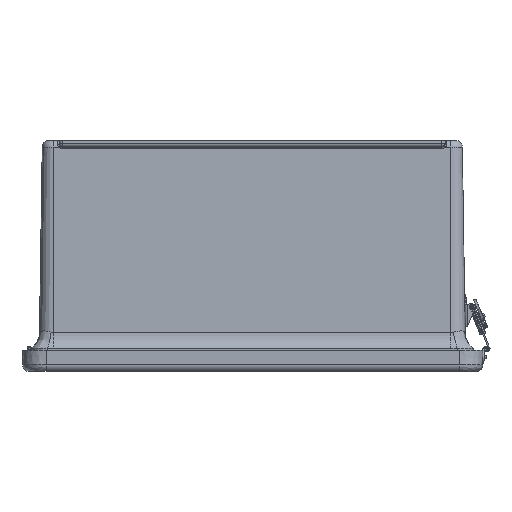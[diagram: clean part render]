
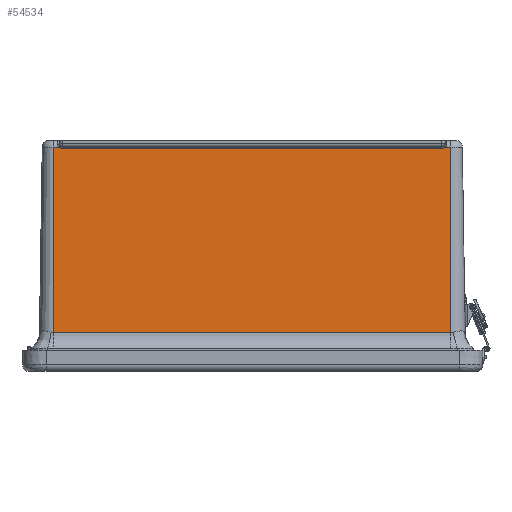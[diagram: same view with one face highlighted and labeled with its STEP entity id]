
A CAD part, left-side view. The second image highlights one B-rep face of the part: STEP entity #54534.
In plain terms, the highlighted planar face has unit normal (-1, 0, 0.015).
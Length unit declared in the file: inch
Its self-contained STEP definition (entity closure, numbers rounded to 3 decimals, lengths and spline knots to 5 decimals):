
#2427 = EDGE_CURVE ( 'NONE', #56476, #5892, #47118, .T. ) ;
#2665 = CARTESIAN_POINT ( 'NONE',  ( -9.13801, -7.59375, 1.22381 ) ) ;
#3229 = CARTESIAN_POINT ( 'NONE',  ( -9.03267, -7.35144, 8.28143 ) ) ;
#4101 = VERTEX_POINT ( 'NONE', #2665 ) ;
#4165 = CARTESIAN_POINT ( 'NONE',  ( -9.03215, -3.79688, 8.31623 ) ) ;
#4180 = EDGE_CURVE ( 'NONE', #56844, #41434, #15892, .T. ) ;
#4422 = CARTESIAN_POINT ( 'NONE',  ( -9.13801, 7.59375, 1.22381 ) ) ;
#4514 = CARTESIAN_POINT ( 'NONE',  ( -9.03307, 7.27623, 8.2541 ) ) ;
#5095 = CARTESIAN_POINT ( 'NONE',  ( -9.03258, 7.35963, 8.28753 ) ) ;
#5671 = CARTESIAN_POINT ( 'NONE',  ( -9.15623, -7.59375, 0.0028 ) ) ;
#5892 = VERTEX_POINT ( 'NONE', #4422 ) ;
#7164 = CARTESIAN_POINT ( 'NONE',  ( -9.03215, -3.79688, 8.31623 ) ) ;
#7894 = CARTESIAN_POINT ( 'NONE',  ( -9.03215, -7.59375, 8.31623 ) ) ;
#8918 = CARTESIAN_POINT ( 'NONE',  ( -9.0331, 7.2566, 8.25229 ) ) ;
#9119 = CARTESIAN_POINT ( 'NONE',  ( -9.03305, 7.28591, 8.25572 ) ) ;
#9478 = VECTOR ( 'NONE', #16471, 39.37008 ) ;
#11720 = CARTESIAN_POINT ( 'NONE',  ( -9.0331, -7.59375, 8.25229 ) ) ;
#12973 = VECTOR ( 'NONE', #16779, 39.37008 ) ;
#13571 = DIRECTION ( 'NONE',  ( 0., -1., 0. ) ) ;
#14300 = CARTESIAN_POINT ( 'NONE',  ( -9.03243, 7.37287, 8.29739 ) ) ;
#14691 = CARTESIAN_POINT ( 'NONE',  ( -9.03215, 7.39126, 8.31623 ) ) ;
#15212 = EDGE_CURVE ( 'NONE', #20118, #43836, #16729, .T. ) ;
#15892 = LINE ( 'NONE', #11720, #9478 ) ;
#16391 = CARTESIAN_POINT ( 'NONE',  ( -9.03215, -7.39126, 8.31623 ) ) ;
#16471 = DIRECTION ( 'NONE',  ( 0., 1., 0. ) ) ;
#16729 = LINE ( 'NONE', #4165, #43968 ) ;
#16779 = DIRECTION ( 'NONE',  ( 0., -1., 0. ) ) ;
#18304 = CARTESIAN_POINT ( 'NONE',  ( -9.033, 7.30242, 8.25924 ) ) ;
#19166 = CARTESIAN_POINT ( 'NONE',  ( -9.0331, 7.25, 8.25229 ) ) ;
#20118 = VERTEX_POINT ( 'NONE', #16391 ) ;
#20175 = ORIENTED_EDGE ( 'NONE', *, *, #51509, .T. ) ;
#20985 = CARTESIAN_POINT ( 'NONE',  ( -9.0331, -7.25, 8.25229 ) ) ;
#21897 = CARTESIAN_POINT ( 'NONE',  ( -9.03294, 7.31522, 8.26345 ) ) ;
#21997 = CARTESIAN_POINT ( 'NONE',  ( -9.03289, -7.32137, 8.26623 ) ) ;
#23355 = CARTESIAN_POINT ( 'NONE',  ( -9.03215, 7.39126, 8.31623 ) ) ;
#23671 = CARTESIAN_POINT ( 'NONE',  ( -9.0323, 7.38253, 8.3063 ) ) ;
#25611 = CARTESIAN_POINT ( 'NONE',  ( -9.03222, -7.3869, 8.31127 ) ) ;
#25786 = CARTESIAN_POINT ( 'NONE',  ( -9.03249, -7.36752, 8.29351 ) ) ;
#26194 = CARTESIAN_POINT ( 'NONE',  ( -9.03303, -7.29244, 8.25711 ) ) ;
#26479 = CARTESIAN_POINT ( 'NONE',  ( -9.03274, 7.34264, 8.27645 ) ) ;
#26771 = CARTESIAN_POINT ( 'NONE',  ( -9.03308, -7.27629, 8.25367 ) ) ;
#30406 = CARTESIAN_POINT ( 'NONE',  ( -9.03252, -7.36498, 8.29152 ) ) ;
#30794 = CARTESIAN_POINT ( 'NONE',  ( -9.0331, -7.25, 8.25229 ) ) ;
#31403 = CARTESIAN_POINT ( 'NONE',  ( -9.03302, -7.2958, 8.25792 ) ) ;
#31898 = CARTESIAN_POINT ( 'NONE',  ( -9.03309, 7.26646, 8.25281 ) ) ;
#33220 = DIRECTION ( 'NONE',  ( -0.015, 0., -1. ) ) ;
#33291 = DIRECTION ( 'NONE',  ( 0.015, 0., 1. ) ) ;
#33566 = LINE ( 'NONE', #46797, #34323 ) ;
#34323 = VECTOR ( 'NONE', #37940, 39.37008 ) ;
#34452 = LINE ( 'NONE', #7164, #12973 ) ;
#35274 = EDGE_CURVE ( 'NONE', #5892, #4101, #33566, .T. ) ;
#35710 = CARTESIAN_POINT ( 'NONE',  ( -9.03261, 7.3568, 8.28554 ) ) ;
#35807 = CARTESIAN_POINT ( 'NONE',  ( -9.0331, -7.26322, 8.25229 ) ) ;
#36019 = CARTESIAN_POINT ( 'NONE',  ( -9.03299, -7.3023, 8.25968 ) ) ;
#36179 = ORIENTED_EDGE ( 'NONE', *, *, #49989, .F. ) ;
#36505 = CARTESIAN_POINT ( 'NONE',  ( -9.03306, 7.28274, 8.25513 ) ) ;
#37725 = ORIENTED_EDGE ( 'NONE', *, *, #2427, .T. ) ;
#37792 = VECTOR ( 'NONE', #33220, 39.37008 ) ;
#37940 = DIRECTION ( 'NONE',  ( 0., -1., 0. ) ) ;
#38888 = ORIENTED_EDGE ( 'NONE', *, *, #35274, .T. ) ;
#40408 = VERTEX_POINT ( 'NONE', #23355 ) ;
#41434 = VERTEX_POINT ( 'NONE', #19166 ) ;
#41598 = EDGE_CURVE ( 'NONE', #41434, #40408, #58419, .T. ) ;
#42500 = ORIENTED_EDGE ( 'NONE', *, *, #15212, .F. ) ;
#43318 = PLANE ( 'NONE',  #46808 ) ;
#43597 = B_SPLINE_CURVE_WITH_KNOTS ( 'NONE', 3,
 ( #53048, #25611, #44077, #53257, #25786, #30406, #3229, #54006, #21997, #44662, #36019, #31403, #26194, #26771, #35807, #30794 ),
 .UNSPECIFIED., .F., .F.,
 ( 4, 1, 2, 2, 2, 1, 2, 2, 4 ),
 ( 0., 0.125, 0.1875, 0.25, 0.5, 0.625, 0.6875, 0.75, 1. ),
 .UNSPECIFIED. ) ;
#43836 = VERTEX_POINT ( 'NONE', #7894 ) ;
#43891 = CARTESIAN_POINT ( 'NONE',  ( -9.15623, -7.59375, 0.0028 ) ) ;
#43968 = VECTOR ( 'NONE', #13571, 39.37008 ) ;
#44077 = CARTESIAN_POINT ( 'NONE',  ( -9.03233, -7.38001, 8.30421 ) ) ;
#44662 = CARTESIAN_POINT ( 'NONE',  ( -9.03295, -7.31197, 8.26257 ) ) ;
#46649 = CARTESIAN_POINT ( 'NONE',  ( -9.15623, 7.59375, 0.0028 ) ) ;
#46731 = VECTOR ( 'NONE', #48281, 39.37008 ) ;
#46797 = CARTESIAN_POINT ( 'NONE',  ( -9.13801, -7.59375, 1.22381 ) ) ;
#46808 = AXIS2_PLACEMENT_3D ( 'NONE', #5671, #56071, #33291 ) ;
#46825 = ORIENTED_EDGE ( 'NONE', *, *, #50662, .F. ) ;
#47118 = LINE ( 'NONE', #46649, #37792 ) ;
#48281 = DIRECTION ( 'NONE',  ( -0.015, 0., -1. ) ) ;
#49286 = ORIENTED_EDGE ( 'NONE', *, *, #41598, .T. ) ;
#49810 = ORIENTED_EDGE ( 'NONE', *, *, #4180, .T. ) ;
#49933 = EDGE_LOOP ( 'NONE', ( #36179, #42500, #20175, #49810, #49286, #46825, #37725, #38888 ) ) ;
#49938 = CARTESIAN_POINT ( 'NONE',  ( -9.0331, 7.25, 8.25229 ) ) ;
#49989 = EDGE_CURVE ( 'NONE', #43836, #4101, #58892, .T. ) ;
#50662 = EDGE_CURVE ( 'NONE', #56476, #40408, #34452, .T. ) ;
#51509 = EDGE_CURVE ( 'NONE', #20118, #56844, #43597, .T. ) ;
#53048 = CARTESIAN_POINT ( 'NONE',  ( -9.03215, -7.39126, 8.31623 ) ) ;
#53257 = CARTESIAN_POINT ( 'NONE',  ( -9.03242, -7.37258, 8.29771 ) ) ;
#53913 = CARTESIAN_POINT ( 'NONE',  ( -9.03281, 7.33368, 8.2718 ) ) ;
#54006 = CARTESIAN_POINT ( 'NONE',  ( -9.03277, -7.33983, 8.27459 ) ) ;
#54534 = ADVANCED_FACE ( 'NONE', ( #59272 ), #43318, .T. ) ;
#56071 = DIRECTION ( 'NONE',  ( -1., 0., 0.015 ) ) ;
#56476 = VERTEX_POINT ( 'NONE', #58861 ) ;
#56844 = VERTEX_POINT ( 'NONE', #20985 ) ;
#58419 = B_SPLINE_CURVE_WITH_KNOTS ( 'NONE', 3,
 ( #49938, #8918, #31898, #4514, #36505, #9119, #18304, #21897, #53913, #26479, #58538, #35710, #5095, #14300, #23671, #14691 ),
 .UNSPECIFIED., .F., .F.,
 ( 4, 1, 2, 2, 2, 1, 2, 2, 4 ),
 ( 0., 0.125, 0.1875, 0.25, 0.5, 0.625, 0.6875, 0.75, 1. ),
 .UNSPECIFIED. ) ;
#58538 = CARTESIAN_POINT ( 'NONE',  ( -9.03266, 7.35119, 8.28181 ) ) ;
#58861 = CARTESIAN_POINT ( 'NONE',  ( -9.03215, 7.59375, 8.31623 ) ) ;
#58892 = LINE ( 'NONE', #43891, #46731 ) ;
#59272 = FACE_OUTER_BOUND ( 'NONE', #49933, .T. ) ;
